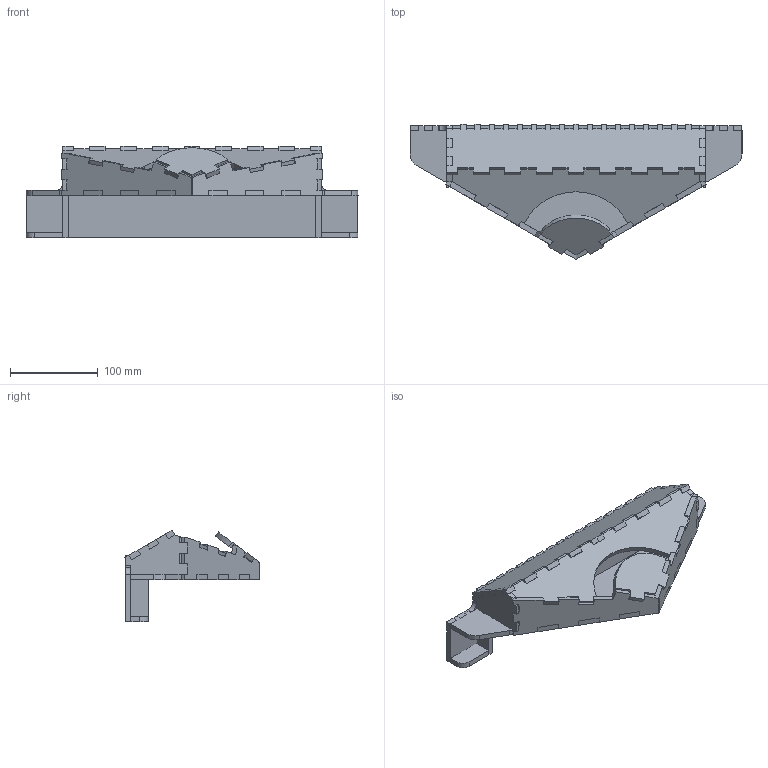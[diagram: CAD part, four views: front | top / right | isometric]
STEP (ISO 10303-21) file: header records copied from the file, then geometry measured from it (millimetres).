
FILE_DESCRIPTION(/* description */ (''),/* implementation_level */ '2;1');
FILE_NAME(/* name */ 'ah2_assy_goal_fy02.step',/* time_stamp */ '2019-01-21T00:48:17+09:00',/* author */ ('fukumay'),/* organization */ (''),/* preprocessor_version */ 'ST-DEVELOPER v17.2',/* originating_system */ 'Autodesk Translation Framework v7.6.0.251',/* authorisation */ '');
FILE_SCHEMA (('AUTOMOTIVE_DESIGN { 1 0 10303 214 3 1 1 }'));
Length unit declared in the file: millimetre
Products named in the file (12): ah2_assy_goal_fy02; コンポーネント15; コンポーネント10; コンポーネント11; コンポーネント13; コンポーネント17; コンポーネント16; コンポーネント18; コンポーネント8; コンポーネント19; コンポーネント12; コンポーネント20
Assembly tree (14 placements, depth 3):
  ah2_assy_goal_fy02
    コンポーネント15
    コンポーネント16
    コンポーネント8
    コンポーネント10
    コンポーネント11
    コンポーネント12
    コンポーネント13
    コンポーネント17
      コンポーネント16
    コンポーネント18
      コンポーネント8
    コンポーネント19
      コンポーネント12
    コンポーネント20
Bounding box: 378 x 154.06 x 104.37 mm (x, y, z)
Volume: 565521.5 mm3; surface area: 229467.9 mm2
Topology: 11 solids, 11 shells, 651 faces, 1885 edges, 1256 vertices
Faces by surface type: plane 641, cylinder 10
Entity records: 17845 total; most frequent: CARTESIAN_POINT 3182, ORIENTED_EDGE 3140, DIRECTION 2720, EDGE_CURVE 1570, LINE 1552, VECTOR 1552, VERTEX_POINT 1046, AXIS2_PLACEMENT_3D 584
